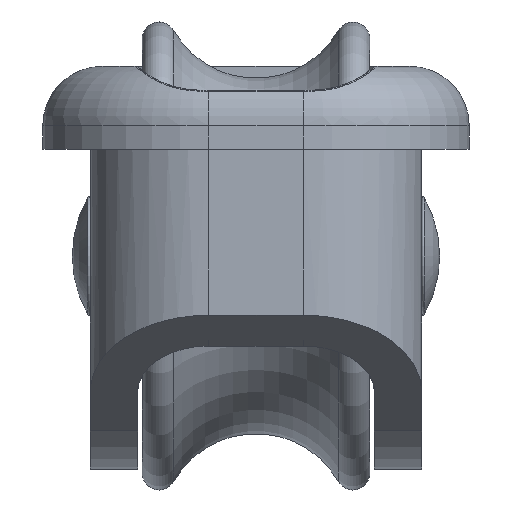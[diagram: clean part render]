
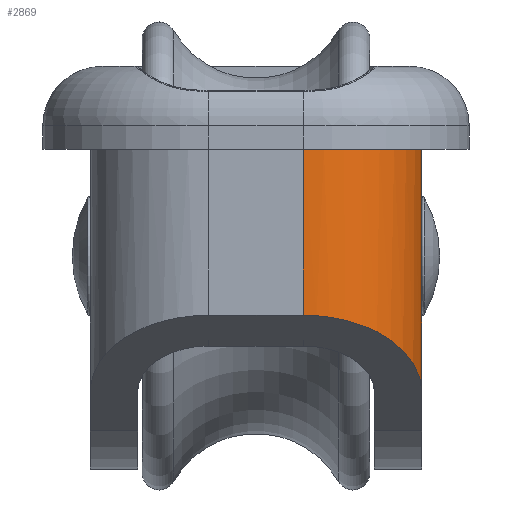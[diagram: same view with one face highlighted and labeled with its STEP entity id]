
A CAD part, front view. The second image highlights one B-rep face of the part: STEP entity #2869.
In plain terms, the highlighted cylindrical face has radius 10 mm (diameter 20 mm), a partial arc.
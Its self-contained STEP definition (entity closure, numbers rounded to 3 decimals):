
#143=ELLIPSE('',#3010,11.927,10.);
#262=LINE('',#5364,#401);
#263=LINE('',#5365,#402);
#401=VECTOR('',#4119,10.);
#402=VECTOR('',#4120,10.);
#477=CYLINDRICAL_SURFACE('',#3251,10.);
#624=FACE_OUTER_BOUND('',#835,.T.);
#835=EDGE_LOOP('',(#2437,#2438,#2439,#2440));
#975=CIRCLE('',#3048,10.);
#1251=VERTEX_POINT('',#4615);
#1252=VERTEX_POINT('',#4617);
#1285=VERTEX_POINT('',#4703);
#1286=VERTEX_POINT('',#4705);
#1533=EDGE_CURVE('',#1251,#1252,#143,.T.);
#1577=EDGE_CURVE('',#1285,#1286,#975,.T.);
#1758=EDGE_CURVE('',#1286,#1251,#262,.T.);
#1759=EDGE_CURVE('',#1285,#1252,#263,.T.);
#2437=ORIENTED_EDGE('',*,*,#1533,.F.);
#2438=ORIENTED_EDGE('',*,*,#1758,.F.);
#2439=ORIENTED_EDGE('',*,*,#1577,.F.);
#2440=ORIENTED_EDGE('',*,*,#1759,.T.);
#2869=ADVANCED_FACE('',(#624),#477,.T.);
#3010=AXIS2_PLACEMENT_3D('',#4618,#3565,#3566);
#3048=AXIS2_PLACEMENT_3D('',#4706,#3657,#3658);
#3251=AXIS2_PLACEMENT_3D('',#5363,#4117,#4118);
#3565=DIRECTION('center_axis',(0.,-0.545,
-0.838));
#3566=DIRECTION('ref_axis',(0.,-0.838,0.545));
#3657=DIRECTION('center_axis',(0.,0.,
1.));
#3658=DIRECTION('ref_axis',(0.,-1.,0.));
#4117=DIRECTION('center_axis',(0.,0.,
-1.));
#4118=DIRECTION('ref_axis',(0.,-1.,0.));
#4119=DIRECTION('',(0.,0.,-1.));
#4120=DIRECTION('',(0.,0.,-1.));
#4615=CARTESIAN_POINT('',(14.,-59.,-20.5));
#4617=CARTESIAN_POINT('',(4.,-69.,-14.));
#4618=CARTESIAN_POINT('Origin',(4.,-59.,-20.5));
#4703=CARTESIAN_POINT('',(4.,-69.,0.));
#4705=CARTESIAN_POINT('',(14.,-59.,0.));
#4706=CARTESIAN_POINT('Origin',(4.,-59.,0.));
#5363=CARTESIAN_POINT('Origin',(4.,-59.,0.));
#5364=CARTESIAN_POINT('',(14.,-59.,0.));
#5365=CARTESIAN_POINT('',(4.,-69.,0.));
